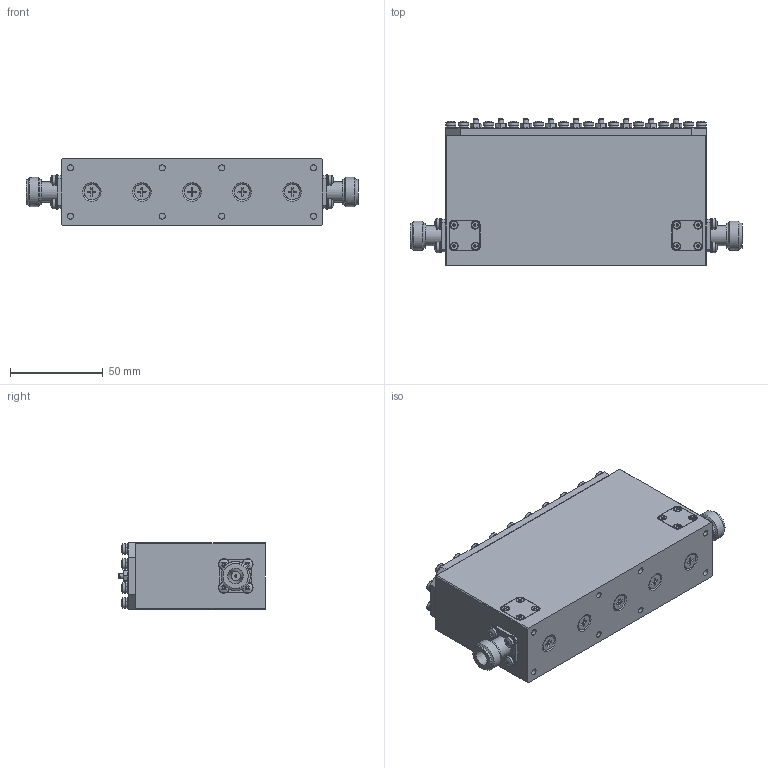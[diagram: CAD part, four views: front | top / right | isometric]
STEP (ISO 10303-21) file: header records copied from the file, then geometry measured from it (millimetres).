
FILE_DESCRIPTION(('STEP AP203'), '1');
FILE_NAME('ÍØÁÀ.468844.117_Ôèëüòð ÔÏÐ-5-0,673-26-ÍÌ', '', ('UNSPECIFIED'), ('UNSPECIFIED'), 'ASCON STEP Converter 1.6', 'ASCON Math Kernel', '');
FILE_SCHEMA(('CONFIG_CONTROL_DESIGN'));
Length unit declared in the file: millimetre
Products named in the file (1): НШБА.468844.117_Фильтр ФПР-5-0,673-26-НМ
Bounding box: 179 x 79.08 x 36 mm (x, y, z)
Volume: 382244 mm3; surface area: 59112.6 mm2
Topology: 75 solids, 75 shells, 1791 faces, 4301 edges, 2860 vertices
Faces by surface type: plane 1272, cylinder 307, bspline 123, cone 57, sphere 32
Full cylindrical faces by diameter (mm): 1 x2, 1.4 x2, 2.5 x18, 3 x41, 3.2 x32, 3.3 x8, 3.4 x24, 3.8 x8, 5 x2, 5.6 x32, 6 x32, 8.4 x7, 10.9 x2, 13.5 x4, 15.7 x2
Entity records: 90324 total; most frequent: CARTESIAN_POINT 35036, ORIENTED_EDGE 8088, DIRECTION 7827, EDGE_CURVE 4044, VERTEX_POINT 2858, AXIS2_PLACEMENT_3D 2754, EDGE_LOOP 2394, LINE 2319
